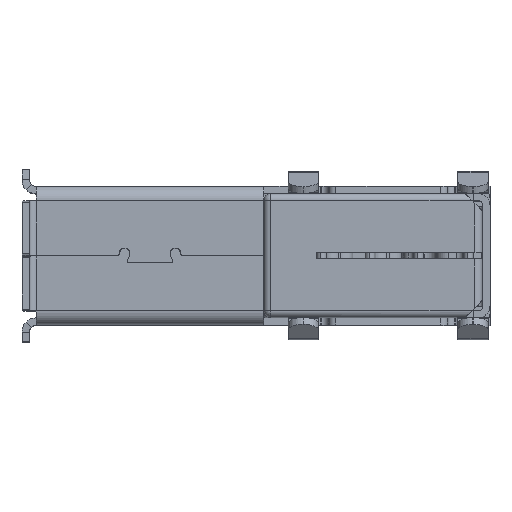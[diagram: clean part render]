
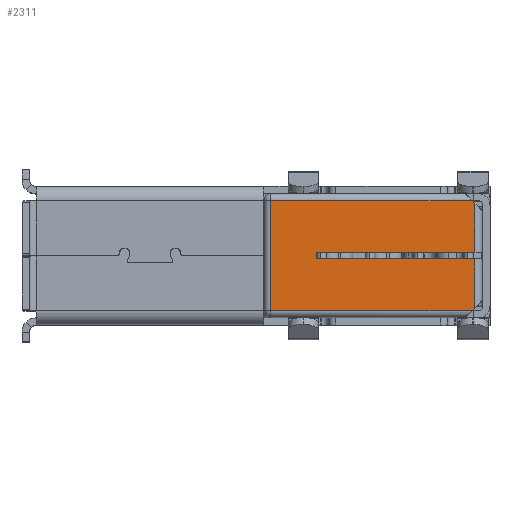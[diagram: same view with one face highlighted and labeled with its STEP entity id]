
A CAD part, top view. The second image highlights one B-rep face of the part: STEP entity #2311.
In plain terms, the highlighted planar face has unit normal (0, 0, 1).
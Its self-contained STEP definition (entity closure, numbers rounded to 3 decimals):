
#2311=ADVANCED_FACE('',(#4852),#4853,.F.);
#4852=FACE_OUTER_BOUND('',#8140,.T.);
#4853=PLANE('',#8141);
#8140=EDGE_LOOP('',(#15828,#15829,#15830,#15831,#15832,#15833,#15834,#15835,#15836,#15837));
#8141=AXIS2_PLACEMENT_3D('',#15838,#15839,#15840);
#15828=ORIENTED_EDGE('',*,*,#20388,.T.);
#15829=ORIENTED_EDGE('',*,*,#20182,.F.);
#15830=ORIENTED_EDGE('',*,*,#20184,.F.);
#15831=ORIENTED_EDGE('',*,*,#20173,.F.);
#15832=ORIENTED_EDGE('',*,*,#20389,.T.);
#15833=ORIENTED_EDGE('',*,*,#20390,.T.);
#15834=ORIENTED_EDGE('',*,*,#20391,.T.);
#15835=ORIENTED_EDGE('',*,*,#20392,.T.);
#15836=ORIENTED_EDGE('',*,*,#20393,.T.);
#15837=ORIENTED_EDGE('',*,*,#20394,.T.);
#15838=CARTESIAN_POINT('',(9.025,-2.56,7.345));
#15839=DIRECTION('',(0.,0.0,-1.0));
#15840=DIRECTION('',(0.0,-1.0,0.0));
#20173=EDGE_CURVE('',#24533,#24535,#24536,.T.);
#20182=EDGE_CURVE('',#24548,#24542,#24550,.T.);
#20184=EDGE_CURVE('',#24535,#24548,#24552,.T.);
#20388=EDGE_CURVE('',#24890,#24542,#24891,.T.);
#20389=EDGE_CURVE('',#24533,#24892,#24893,.T.);
#20390=EDGE_CURVE('',#24892,#24894,#24895,.F.);
#20391=EDGE_CURVE('',#24894,#24896,#24897,.T.);
#20392=EDGE_CURVE('',#24896,#24898,#24899,.F.);
#20393=EDGE_CURVE('',#24898,#24900,#24901,.F.);
#20394=EDGE_CURVE('',#24900,#24890,#24902,.T.);
#24533=VERTEX_POINT('',#30831);
#24535=VERTEX_POINT('',#30833);
#24536=LINE('',#30834,#30835);
#24542=VERTEX_POINT('',#30844);
#24548=VERTEX_POINT('',#30852);
#24550=LINE('',#30855,#30856);
#24552=LINE('',#30858,#30859);
#24890=VERTEX_POINT('',#31338);
#24891=LINE('',#31339,#31340);
#24892=VERTEX_POINT('',#31341);
#24893=LINE('',#31342,#31343);
#24894=VERTEX_POINT('',#31344);
#24895=LINE('',#31345,#31346);
#24896=VERTEX_POINT('',#31347);
#24897=LINE('',#31348,#31349);
#24898=VERTEX_POINT('',#31350);
#24899=LINE('',#31351,#31352);
#24900=VERTEX_POINT('',#31353);
#24901=LINE('',#31354,#31355);
#24902=LINE('',#31356,#31357);
#30831=CARTESIAN_POINT('',(8.735,0.13,7.345));
#30833=CARTESIAN_POINT('',(2.205,0.13,7.345));
#30834=CARTESIAN_POINT('',(9.025,0.13,7.345));
#30835=VECTOR('',#35387,1000.0);
#30844=CARTESIAN_POINT('',(8.735,-0.13,7.345));
#30852=CARTESIAN_POINT('',(2.205,-0.13,7.345));
#30855=CARTESIAN_POINT('',(2.205,-0.13,7.345));
#30856=VECTOR('',#35397,1000.0);
#30858=CARTESIAN_POINT('',(2.205,0.13,7.345));
#30859=VECTOR('',#35398,1000.0);
#31338=CARTESIAN_POINT('',(8.735,-2.15,7.345));
#31339=CARTESIAN_POINT('',(8.735,-2.56,7.345));
#31340=VECTOR('',#35600,1000.0);
#31341=CARTESIAN_POINT('',(8.735,2.15,7.345));
#31342=CARTESIAN_POINT('',(8.735,-2.56,7.345));
#31343=VECTOR('',#35601,1000.0);
#31344=CARTESIAN_POINT('',(8.615,2.27,7.345));
#31345=CARTESIAN_POINT('',(9.025,1.86,7.345));
#31346=VECTOR('',#35602,1000.0);
#31347=CARTESIAN_POINT('',(0.315,2.27,7.345));
#31348=CARTESIAN_POINT('',(9.025,2.27,7.345));
#31349=VECTOR('',#35603,1000.0);
#31350=CARTESIAN_POINT('',(0.315,-2.27,7.345));
#31351=CARTESIAN_POINT('',(0.315,-2.56,7.345));
#31352=VECTOR('',#35604,1000.0);
#31353=CARTESIAN_POINT('',(8.615,-2.27,7.345));
#31354=CARTESIAN_POINT('',(8.325,-2.27,7.345));
#31355=VECTOR('',#35605,1000.0);
#31356=CARTESIAN_POINT('',(8.325,-2.56,7.345));
#31357=VECTOR('',#35606,1000.0);
#35387=DIRECTION('',(-1.0,0.0,0.));
#35397=DIRECTION('',(1.0,0.0,0.));
#35398=DIRECTION('',(0.0,-1.0,0.0));
#35600=DIRECTION('',(0.0,1.0,0.0));
#35601=DIRECTION('',(0.0,1.0,0.0));
#35602=DIRECTION('',(0.707,-0.707,0.));
#35603=DIRECTION('',(-1.0,0.0,0.));
#35604=DIRECTION('',(0.0,1.0,0.0));
#35605=DIRECTION('',(-1.0,0.0,0.));
#35606=DIRECTION('',(0.707,0.707,0.));
